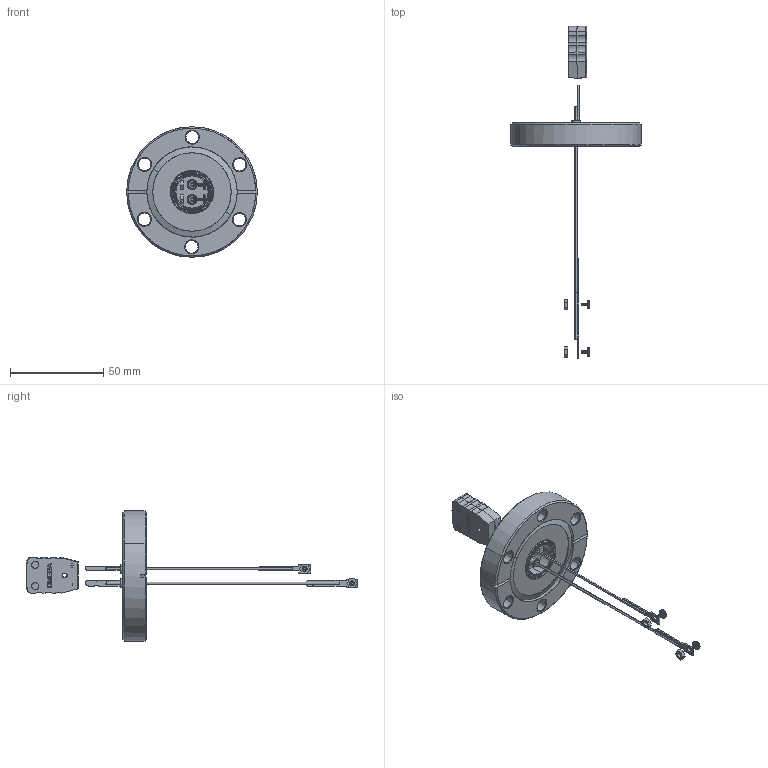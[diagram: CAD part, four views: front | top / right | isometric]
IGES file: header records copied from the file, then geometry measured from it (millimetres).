
Start section: SolidWorks IGES file using analytic representation for surfaces
Global section: file name: 10583-01-CF.IGS; native system: SolidWorks 2012; preprocessor: SolidWorks 2012; author: Obadiah Bucchieri; date: 131025.150504; units: inch
Bounding box: 69.85 x 177.63 x 69.85 mm (x, y, z)
Surface area: 17975.7 mm2 (no closed solid volume)
Topology: 0 solids, 0 shells, 779 faces, 7610 edges, 7610 vertices
Faces by surface type: bspline 475, revolution 304
